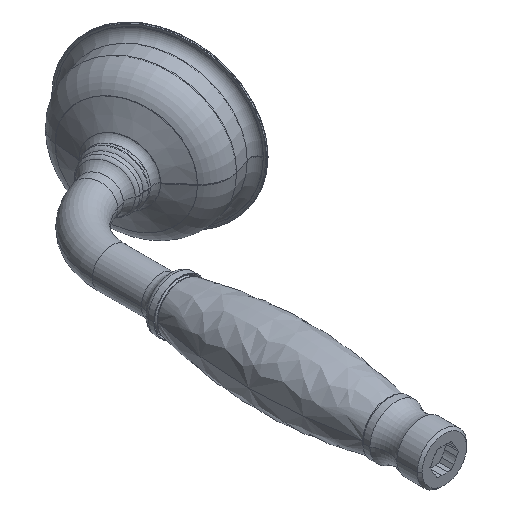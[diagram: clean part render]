
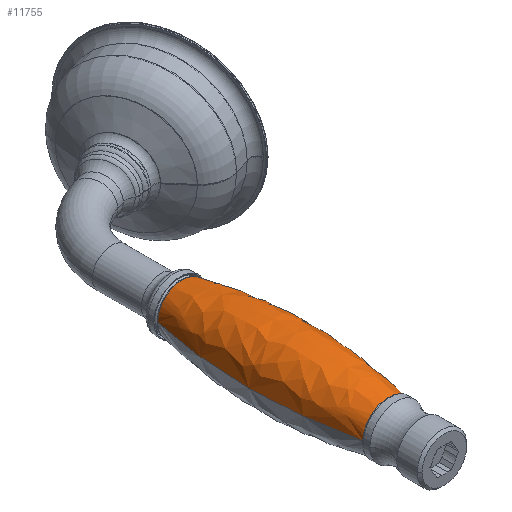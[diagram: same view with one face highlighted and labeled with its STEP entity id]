
A CAD part, isometric view. The second image highlights one B-rep face of the part: STEP entity #11755.
In plain terms, the highlighted free-form (B-spline) face has degree [3, 3] with [7, 4] control points.
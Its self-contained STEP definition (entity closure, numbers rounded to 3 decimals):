
#11579=CARTESIAN_POINT('',(-176.725,-43.5,0.));
#11580=DIRECTION('',(0.,0.,1.));
#11581=DIRECTION('',(0.975,-0.223,0.));
#11582=AXIS2_PLACEMENT_3D('',#11579,#11580,#11581);
#11589=CARTESIAN_POINT('',(176.725,-43.5,0.));
#11590=DIRECTION('',(0.,0.,-1.));
#11591=DIRECTION('',(-0.975,-0.223,0.));
#11592=AXIS2_PLACEMENT_3D('',#11589,#11590,#11591);
#11594=CARTESIAN_POINT('',(0.,-86.223,0.));
#11595=DIRECTION('',(0.,-1.,0.));
#11596=DIRECTION('',(1.,0.,0.));
#11597=AXIS2_PLACEMENT_3D('',#11594,#11595,#11596);
#11599=CARTESIAN_POINT('',(0.,-0.777,0.));
#11600=DIRECTION('',(0.,1.,0.));
#11601=DIRECTION('',(-1.,0.,0.));
#11602=AXIS2_PLACEMENT_3D('',#11599,#11600,#11601);
#11628=CARTESIAN_POINT('',(10.179,-86.223,0.));
#11629=CARTESIAN_POINT('',(-10.179,-86.223,0.));
#11630=VERTEX_POINT('',#11628);
#11631=VERTEX_POINT('',#11629);
#11636=CARTESIAN_POINT('',(-10.179,-0.777,0.));
#11637=CARTESIAN_POINT('',(10.179,-0.777,0.));
#11638=VERTEX_POINT('',#11636);
#11639=VERTEX_POINT('',#11637);
#11719=CARTESIAN_POINT('',(-9.768,-87.901,
-0.615));
#11720=CARTESIAN_POINT('',(-16.736,-58.574,
-1.053));
#11721=CARTESIAN_POINT('',(-16.736,-28.426,
-1.053));
#11722=CARTESIAN_POINT('',(-9.768,0.901,
-0.615));
#11723=CARTESIAN_POINT('',(-10.147,-87.901,
5.397));
#11724=CARTESIAN_POINT('',(-17.384,-58.574,
9.247));
#11725=CARTESIAN_POINT('',(-17.384,-28.426,
9.247));
#11726=CARTESIAN_POINT('',(-10.147,0.901,
5.397));
#11727=CARTESIAN_POINT('',(-6.023,-87.901,
9.788));
#11728=CARTESIAN_POINT('',(-10.32,-58.574,
16.769));
#11729=CARTESIAN_POINT('',(-10.32,-28.426,
16.769));
#11730=CARTESIAN_POINT('',(-6.023,0.901,
9.788));
#11731=CARTESIAN_POINT('',(0.,-87.901,
9.788));
#11732=CARTESIAN_POINT('',(0.,-58.574,16.769));
#11733=CARTESIAN_POINT('',(0.,-28.426,16.769));
#11734=CARTESIAN_POINT('',(0.,0.901,9.788));
#11735=CARTESIAN_POINT('',(6.023,-87.901,
9.788));
#11736=CARTESIAN_POINT('',(10.32,-58.574,
16.769));
#11737=CARTESIAN_POINT('',(10.32,-28.426,
16.769));
#11738=CARTESIAN_POINT('',(6.023,0.901,
9.788));
#11739=CARTESIAN_POINT('',(10.147,-87.901,
5.397));
#11740=CARTESIAN_POINT('',(17.384,-58.574,
9.247));
#11741=CARTESIAN_POINT('',(17.384,-28.426,
9.247));
#11742=CARTESIAN_POINT('',(10.147,0.901,
5.397));
#11743=CARTESIAN_POINT('',(9.768,-87.901,
-0.615));
#11744=CARTESIAN_POINT('',(16.736,-58.574,
-1.053));
#11745=CARTESIAN_POINT('',(16.736,-28.426,
-1.053));
#11746=CARTESIAN_POINT('',(9.768,0.901,
-0.615));
#11747=(BOUNDED_SURFACE()B_SPLINE_SURFACE(3,3,((#11719,#11720,#11721,#11722),(
#11723,#11724,#11725,#11726),(#11727,#11728,#11729,#11730),(#11731,#11732,
#11733,#11734),(#11735,#11736,#11737,#11738),(#11739,#11740,#11741,#11742),(
#11743,#11744,#11745,#11746)),.UNSPECIFIED.,.F.,.F.,.F.)B_SPLINE_SURFACE_WITH_KNOTS((4,3,4),(4,4),(0.,1.,2.),(0.,1.),.UNSPECIFIED.)GEOMETRIC_REPRESENTATION_ITEM()RATIONAL_B_SPLINE_SURFACE(((1.204,1.182,
1.182,1.204),(0.95,0.933,
0.933,0.95),(0.95,0.933,
0.933,0.95),(1.204,1.182,
1.182,1.204),(0.95,0.933,
0.933,0.95),(0.95,0.933,
0.933,0.95),(1.204,1.182,
1.182,1.204)))REPRESENTATION_ITEM('')SURFACE());
#11748=ORIENTED_EDGE('',*,*,#11660,.T.);
#11749=ORIENTED_EDGE('',*,*,#11714,.T.);
#11751=ORIENTED_EDGE('',*,*,#11750,.T.);
#11752=ORIENTED_EDGE('',*,*,#11710,.F.);
#11753=EDGE_LOOP('',(#11748,#11749,#11751,#11752));
#11754=FACE_OUTER_BOUND('',#11753,.F.);
#11755=ADVANCED_FACE('',(#11754),#11747,.T.);
#11583=CIRCLE('',#11582,191.725);
#11593=CIRCLE('',#11592,191.725);
#11598=CIRCLE('',#11597,10.179);
#11603=CIRCLE('',#11602,10.179);
#11660=EDGE_CURVE('',#11630,#11631,#11598,.T.);
#11710=EDGE_CURVE('',#11630,#11639,#11583,.T.);
#11714=EDGE_CURVE('',#11631,#11638,#11593,.T.);
#11750=EDGE_CURVE('',#11638,#11639,#11603,.T.);
